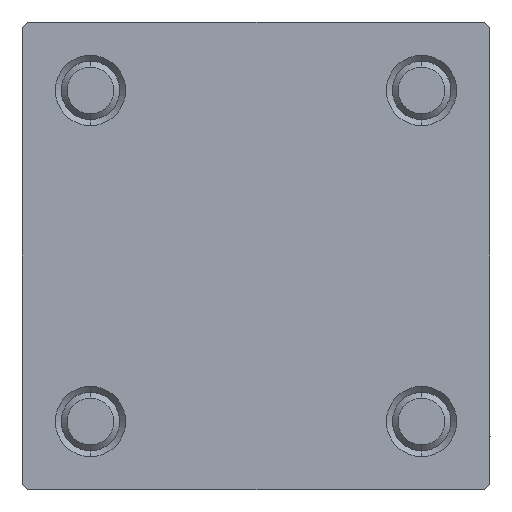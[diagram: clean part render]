
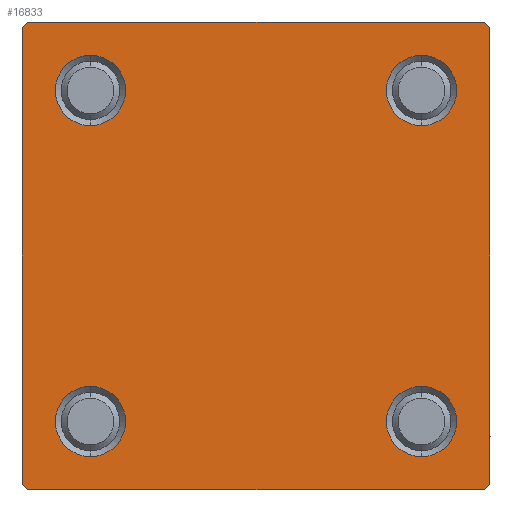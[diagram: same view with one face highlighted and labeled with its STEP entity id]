
A CAD part, left-side view. The second image highlights one B-rep face of the part: STEP entity #16833.
In plain terms, the highlighted planar face has unit normal (-1, 0, 0).
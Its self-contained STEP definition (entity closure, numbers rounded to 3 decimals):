
#55 = VECTOR ( 'NONE', #9985, 1000. ) ;
#80 = CARTESIAN_POINT ( 'NONE',  ( 0., -19.75, -19.75 ) ) ;
#101 = CARTESIAN_POINT ( 'NONE',  ( 0., 14.15, 17.15 ) ) ;
#629 = VECTOR ( 'NONE', #31306, 1000. ) ;
#885 = AXIS2_PLACEMENT_3D ( 'NONE', #35452, #39278, #27575 ) ;
#1073 = LINE ( 'NONE', #80, #20187 ) ;
#1706 = LINE ( 'NONE', #20856, #41610 ) ;
#1791 = CIRCLE ( 'NONE', #35997, 3. ) ;
#2348 = AXIS2_PLACEMENT_3D ( 'NONE', #30858, #3327, #46132 ) ;
#2402 = VERTEX_POINT ( 'NONE', #24004 ) ;
#2586 = CARTESIAN_POINT ( 'NONE',  ( 0., 20., 20. ) ) ;
#2971 = DIRECTION ( 'NONE',  ( 0., 0., 1. ) ) ;
#3090 = LINE ( 'NONE', #2586, #55 ) ;
#3124 = LINE ( 'NONE', #23266, #30011 ) ;
#3327 = DIRECTION ( 'NONE',  ( 1., 0., 0. ) ) ;
#3748 = CARTESIAN_POINT ( 'NONE',  ( 0., -19.5, -20. ) ) ;
#4188 = DIRECTION ( 'NONE',  ( 0., -1., 0. ) ) ;
#5112 = AXIS2_PLACEMENT_3D ( 'NONE', #19933, #39775, #7954 ) ;
#5115 = ORIENTED_EDGE ( 'NONE', *, *, #44604, .T. ) ;
#5682 = EDGE_CURVE ( 'NONE', #39177, #2402, #50415, .T. ) ;
#6156 = LINE ( 'NONE', #18377, #24520 ) ;
#6164 = DIRECTION ( 'NONE',  ( 0., 0., 1. ) ) ;
#6681 = DIRECTION ( 'NONE',  ( 0., 0., 1. ) ) ;
#7690 = ORIENTED_EDGE ( 'NONE', *, *, #45828, .T. ) ;
#7954 = DIRECTION ( 'NONE',  ( 0., 0., 1. ) ) ;
#9618 = DIRECTION ( 'NONE',  ( 0., 0., -1. ) ) ;
#9985 = DIRECTION ( 'NONE',  ( 0., 0., -1. ) ) ;
#10353 = CIRCLE ( 'NONE', #38831, 3. ) ;
#10377 = FACE_BOUND ( 'NONE', #41726, .T. ) ;
#10635 = ORIENTED_EDGE ( 'NONE', *, *, #17842, .T. ) ;
#10853 = EDGE_CURVE ( 'NONE', #27529, #25911, #3124, .T. ) ;
#11292 = DIRECTION ( 'NONE',  ( 0., -1., 0. ) ) ;
#11984 = EDGE_CURVE ( 'NONE', #21357, #38248, #38983, .T. ) ;
#12433 = CARTESIAN_POINT ( 'NONE',  ( 0., -19.75, 19.75 ) ) ;
#12552 = DIRECTION ( 'NONE',  ( 0., -0.707, -0.707 ) ) ;
#12927 = VERTEX_POINT ( 'NONE', #32765 ) ;
#13079 = AXIS2_PLACEMENT_3D ( 'NONE', #33297, #48586, #2971 ) ;
#13086 = CIRCLE ( 'NONE', #885, 3. ) ;
#13304 = CARTESIAN_POINT ( 'NONE',  ( 0., 19.75, -19.75 ) ) ;
#13453 = ORIENTED_EDGE ( 'NONE', *, *, #25665, .T. ) ;
#13772 = CARTESIAN_POINT ( 'NONE',  ( 0., 19.5, 20. ) ) ;
#13782 = VERTEX_POINT ( 'NONE', #17742 ) ;
#14083 = VECTOR ( 'NONE', #4188, 1000. ) ;
#14127 = DIRECTION ( 'NONE',  ( 1., 0., 0. ) ) ;
#14140 = EDGE_LOOP ( 'NONE', ( #26252, #36454, #27246, #7690, #32974, #15130, #48415, #43199 ) ) ;
#14208 = FACE_BOUND ( 'NONE', #45132, .T. ) ;
#14374 = DIRECTION ( 'NONE',  ( 0., 0., 1. ) ) ;
#15130 = ORIENTED_EDGE ( 'NONE', *, *, #5682, .T. ) ;
#15209 = EDGE_CURVE ( 'NONE', #43297, #27529, #40308, .T. ) ;
#15250 = EDGE_CURVE ( 'NONE', #12927, #39752, #22023, .T. ) ;
#15517 = ORIENTED_EDGE ( 'NONE', *, *, #21746, .T. ) ;
#16153 = EDGE_CURVE ( 'NONE', #23589, #43297, #3090, .T. ) ;
#16833 = ADVANCED_FACE ( 'NONE', ( #14208, #18279, #10377, #26181, #49349 ), #41708, .T. ) ;
#17293 = CARTESIAN_POINT ( 'NONE',  ( 0., 20., -19.5 ) ) ;
#17408 = VERTEX_POINT ( 'NONE', #13772 ) ;
#17573 = EDGE_CURVE ( 'NONE', #39177, #13782, #1706, .T. ) ;
#17691 = CARTESIAN_POINT ( 'NONE',  ( 0., -14.15, 14.15 ) ) ;
#17705 = VERTEX_POINT ( 'NONE', #27194 ) ;
#17742 = CARTESIAN_POINT ( 'NONE',  ( 0., -20., -19.5 ) ) ;
#17842 = EDGE_CURVE ( 'NONE', #40225, #35284, #34282, .T. ) ;
#17931 = EDGE_CURVE ( 'NONE', #17408, #23589, #6156, .T. ) ;
#18129 = DIRECTION ( 'NONE',  ( 0., 0.707, -0.707 ) ) ;
#18279 = FACE_BOUND ( 'NONE', #25199, .T. ) ;
#18377 = CARTESIAN_POINT ( 'NONE',  ( 0., 19.75, 19.75 ) ) ;
#18385 = DIRECTION ( 'NONE',  ( 1., 0., 0. ) ) ;
#19057 = VERTEX_POINT ( 'NONE', #49520 ) ;
#19933 = CARTESIAN_POINT ( 'NONE',  ( 0., -14.15, -14.15 ) ) ;
#20187 = VECTOR ( 'NONE', #35489, 1000. ) ;
#20856 = CARTESIAN_POINT ( 'NONE',  ( 0., -20., 20. ) ) ;
#21212 = VECTOR ( 'NONE', #12552, 1000. ) ;
#21357 = VERTEX_POINT ( 'NONE', #101 ) ;
#21746 = EDGE_CURVE ( 'NONE', #38248, #21357, #13086, .T. ) ;
#22023 = CIRCLE ( 'NONE', #26894, 3. ) ;
#22472 = ORIENTED_EDGE ( 'NONE', *, *, #48068, .T. ) ;
#22863 = CARTESIAN_POINT ( 'NONE',  ( 0., -14.15, 11.15 ) ) ;
#23266 = CARTESIAN_POINT ( 'NONE',  ( 0., 20., -20. ) ) ;
#23521 = CARTESIAN_POINT ( 'NONE',  ( 0., -14.15, 17.15 ) ) ;
#23589 = VERTEX_POINT ( 'NONE', #33652 ) ;
#24004 = CARTESIAN_POINT ( 'NONE',  ( 0., -19.5, 20. ) ) ;
#24520 = VECTOR ( 'NONE', #18129, 1000. ) ;
#25199 = EDGE_LOOP ( 'NONE', ( #22472, #36777 ) ) ;
#25665 = EDGE_CURVE ( 'NONE', #35284, #40225, #1791, .T. ) ;
#25911 = VERTEX_POINT ( 'NONE', #3748 ) ;
#26181 = FACE_BOUND ( 'NONE', #33735, .T. ) ;
#26232 = EDGE_CURVE ( 'NONE', #17408, #2402, #46494, .T. ) ;
#26252 = ORIENTED_EDGE ( 'NONE', *, *, #16153, .T. ) ;
#26894 = AXIS2_PLACEMENT_3D ( 'NONE', #41827, #48958, #6681 ) ;
#26977 = CARTESIAN_POINT ( 'NONE',  ( 0., -20., 19.5 ) ) ;
#27194 = CARTESIAN_POINT ( 'NONE',  ( 0., -14.15, -11.15 ) ) ;
#27246 = ORIENTED_EDGE ( 'NONE', *, *, #10853, .T. ) ;
#27384 = CARTESIAN_POINT ( 'NONE',  ( 0., 20., 20. ) ) ;
#27529 = VERTEX_POINT ( 'NONE', #39472 ) ;
#27575 = DIRECTION ( 'NONE',  ( 0., 0., 1. ) ) ;
#28896 = DIRECTION ( 'NONE',  ( 0., 0., 1. ) ) ;
#30011 = VECTOR ( 'NONE', #11292, 1000. ) ;
#30846 = CARTESIAN_POINT ( 'NONE',  ( 0., 14.15, 11.15 ) ) ;
#30858 = CARTESIAN_POINT ( 'NONE',  ( 0., 14.15, 14.15 ) ) ;
#31306 = DIRECTION ( 'NONE',  ( 0., 0.707, 0.707 ) ) ;
#31327 = DIRECTION ( 'NONE',  ( 0., 0., 1. ) ) ;
#31539 = ORIENTED_EDGE ( 'NONE', *, *, #11984, .T. ) ;
#31825 = CARTESIAN_POINT ( 'NONE',  ( 0., -14.15, 14.15 ) ) ;
#32351 = AXIS2_PLACEMENT_3D ( 'NONE', #41066, #18385, #6164 ) ;
#32765 = CARTESIAN_POINT ( 'NONE',  ( 0., 14.15, -11.15 ) ) ;
#32974 = ORIENTED_EDGE ( 'NONE', *, *, #17573, .F. ) ;
#33297 = CARTESIAN_POINT ( 'NONE',  ( 0., 0., 0. ) ) ;
#33652 = CARTESIAN_POINT ( 'NONE',  ( 0., 20., 19.5 ) ) ;
#33735 = EDGE_LOOP ( 'NONE', ( #31539, #15517 ) ) ;
#34282 = CIRCLE ( 'NONE', #40766, 3. ) ;
#34787 = CIRCLE ( 'NONE', #32351, 3. ) ;
#35284 = VERTEX_POINT ( 'NONE', #22863 ) ;
#35452 = CARTESIAN_POINT ( 'NONE',  ( 0., 14.15, 14.15 ) ) ;
#35489 = DIRECTION ( 'NONE',  ( 0., -0.707, 0.707 ) ) ;
#35997 = AXIS2_PLACEMENT_3D ( 'NONE', #31825, #50184, #31327 ) ;
#36031 = CARTESIAN_POINT ( 'NONE',  ( 0., 14.15, -14.15 ) ) ;
#36454 = ORIENTED_EDGE ( 'NONE', *, *, #15209, .T. ) ;
#36777 = ORIENTED_EDGE ( 'NONE', *, *, #45134, .T. ) ;
#38248 = VERTEX_POINT ( 'NONE', #30846 ) ;
#38831 = AXIS2_PLACEMENT_3D ( 'NONE', #36031, #44683, #28896 ) ;
#38983 = CIRCLE ( 'NONE', #2348, 3. ) ;
#39177 = VERTEX_POINT ( 'NONE', #26977 ) ;
#39278 = DIRECTION ( 'NONE',  ( 1., 0., 0. ) ) ;
#39472 = CARTESIAN_POINT ( 'NONE',  ( 0., 19.5, -20. ) ) ;
#39752 = VERTEX_POINT ( 'NONE', #48121 ) ;
#39775 = DIRECTION ( 'NONE',  ( 1., 0., 0. ) ) ;
#40225 = VERTEX_POINT ( 'NONE', #23521 ) ;
#40308 = LINE ( 'NONE', #13304, #21212 ) ;
#40766 = AXIS2_PLACEMENT_3D ( 'NONE', #17691, #14127, #14374 ) ;
#41066 = CARTESIAN_POINT ( 'NONE',  ( 0., -14.15, -14.15 ) ) ;
#41610 = VECTOR ( 'NONE', #9618, 1000. ) ;
#41708 = PLANE ( 'NONE',  #13079 ) ;
#41726 = EDGE_LOOP ( 'NONE', ( #46511, #5115 ) ) ;
#41827 = CARTESIAN_POINT ( 'NONE',  ( 0., 14.15, -14.15 ) ) ;
#43199 = ORIENTED_EDGE ( 'NONE', *, *, #17931, .T. ) ;
#43297 = VERTEX_POINT ( 'NONE', #17293 ) ;
#44604 = EDGE_CURVE ( 'NONE', #39752, #12927, #10353, .T. ) ;
#44683 = DIRECTION ( 'NONE',  ( 1., 0., 0. ) ) ;
#45132 = EDGE_LOOP ( 'NONE', ( #10635, #13453 ) ) ;
#45134 = EDGE_CURVE ( 'NONE', #19057, #17705, #34787, .T. ) ;
#45828 = EDGE_CURVE ( 'NONE', #25911, #13782, #1073, .T. ) ;
#46132 = DIRECTION ( 'NONE',  ( 0., 0., 1. ) ) ;
#46494 = LINE ( 'NONE', #27384, #14083 ) ;
#46511 = ORIENTED_EDGE ( 'NONE', *, *, #15250, .T. ) ;
#48068 = EDGE_CURVE ( 'NONE', #17705, #19057, #49895, .T. ) ;
#48121 = CARTESIAN_POINT ( 'NONE',  ( 0., 14.15, -17.15 ) ) ;
#48415 = ORIENTED_EDGE ( 'NONE', *, *, #26232, .F. ) ;
#48586 = DIRECTION ( 'NONE',  ( -1., 0., 0. ) ) ;
#48958 = DIRECTION ( 'NONE',  ( 1., 0., 0. ) ) ;
#49349 = FACE_OUTER_BOUND ( 'NONE', #14140, .T. ) ;
#49520 = CARTESIAN_POINT ( 'NONE',  ( 0., -14.15, -17.15 ) ) ;
#49895 = CIRCLE ( 'NONE', #5112, 3. ) ;
#50184 = DIRECTION ( 'NONE',  ( 1., 0., 0. ) ) ;
#50415 = LINE ( 'NONE', #12433, #629 ) ;
